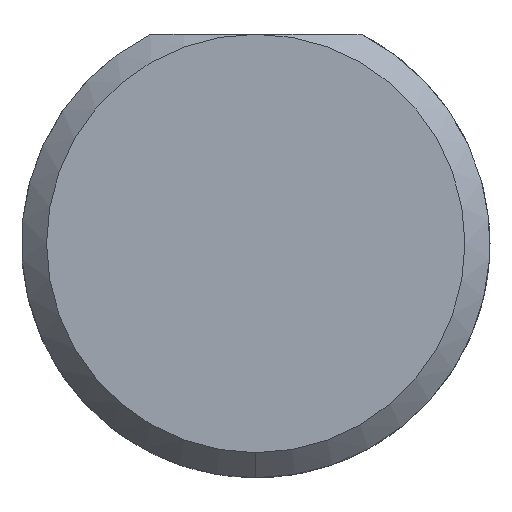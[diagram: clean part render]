
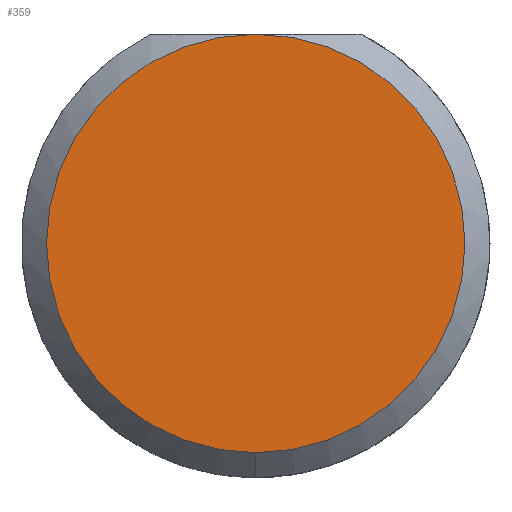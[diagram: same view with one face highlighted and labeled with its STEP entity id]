
A CAD part, left-side view. The second image highlights one B-rep face of the part: STEP entity #359.
In plain terms, the highlighted planar face has unit normal (-1, 0, 0).
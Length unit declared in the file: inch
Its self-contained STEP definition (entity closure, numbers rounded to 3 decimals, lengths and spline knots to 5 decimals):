
#29 = DIRECTION ( 'NONE',  ( 0., 0., -1. ) ) ;
#32 = AXIS2_PLACEMENT_3D ( 'NONE', #140, #518, #296 ) ;
#64 = CARTESIAN_POINT ( 'NONE',  ( 0., 0., 0.0836 ) ) ;
#65 = CIRCLE ( 'NONE', #32, 0.0836 ) ;
#109 = AXIS2_PLACEMENT_3D ( 'NONE', #523, #404, #29 ) ;
#140 = CARTESIAN_POINT ( 'NONE',  ( 0., 0., 0. ) ) ;
#149 = CARTESIAN_POINT ( 'NONE',  ( 0., 0., 0. ) ) ;
#164 = PLANE ( 'NONE',  #305 ) ;
#175 = VERTEX_POINT ( 'NONE', #183 ) ;
#183 = CARTESIAN_POINT ( 'NONE',  ( 0., 0., -0.0836 ) ) ;
#204 = VERTEX_POINT ( 'NONE', #64 ) ;
#265 = ORIENTED_EDGE ( 'NONE', *, *, #283, .T. ) ;
#283 = EDGE_CURVE ( 'NONE', #175, #204, #65, .T. ) ;
#296 = DIRECTION ( 'NONE',  ( 0., 0., -1. ) ) ;
#305 = AXIS2_PLACEMENT_3D ( 'NONE', #149, #373, #428 ) ;
#359 = ADVANCED_FACE ( 'NONE', ( #486 ), #164, .F. ) ;
#373 = DIRECTION ( 'NONE',  ( 1., 0., 0. ) ) ;
#404 = DIRECTION ( 'NONE',  ( -1., 0., 0. ) ) ;
#409 = EDGE_LOOP ( 'NONE', ( #655, #265 ) ) ;
#428 = DIRECTION ( 'NONE',  ( 0., 0., -1. ) ) ;
#486 = FACE_OUTER_BOUND ( 'NONE', #409, .T. ) ;
#518 = DIRECTION ( 'NONE',  ( -1., 0., 0. ) ) ;
#523 = CARTESIAN_POINT ( 'NONE',  ( 0., 0., 0. ) ) ;
#575 = CIRCLE ( 'NONE', #109, 0.0836 ) ;
#624 = EDGE_CURVE ( 'NONE', #204, #175, #575, .T. ) ;
#655 = ORIENTED_EDGE ( 'NONE', *, *, #624, .T. ) ;
